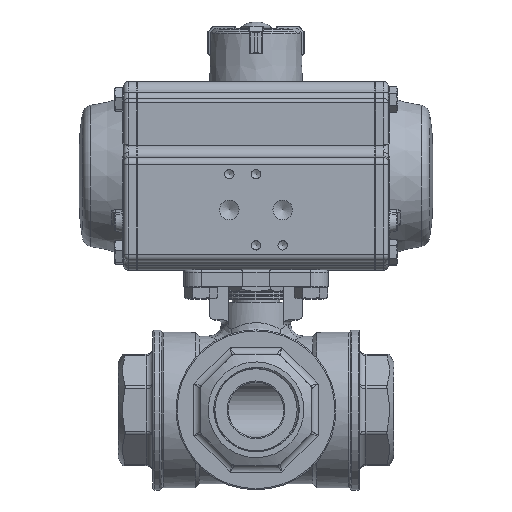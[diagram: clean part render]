
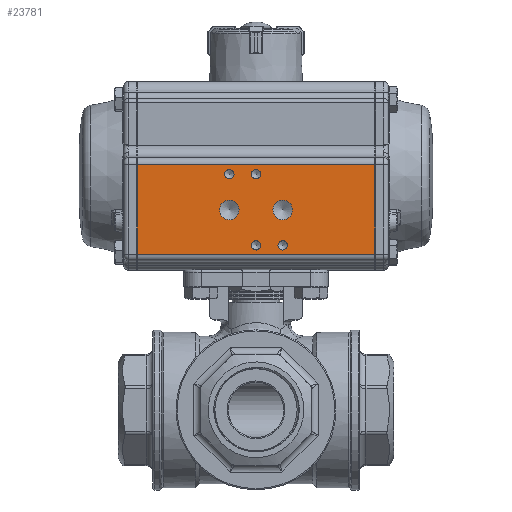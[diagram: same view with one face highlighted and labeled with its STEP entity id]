
A CAD part, top view. The second image highlights one B-rep face of the part: STEP entity #23781.
In plain terms, the highlighted face is planar.
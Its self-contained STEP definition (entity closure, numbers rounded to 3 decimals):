
#2211=CIRCLE('',#25460,4.4);
#2213=CIRCLE('',#25464,4.4);
#2215=CIRCLE('',#25468,2.1);
#2217=CIRCLE('',#25472,2.1);
#2219=CIRCLE('',#25476,2.1);
#2221=CIRCLE('',#25480,2.1);
#7276=ORIENTED_EDGE('',*,*,#11963,.T.);
#7277=ORIENTED_EDGE('',*,*,#12058,.F.);
#7278=ORIENTED_EDGE('',*,*,#11995,.F.);
#7279=ORIENTED_EDGE('',*,*,#12059,.T.);
#7280=ORIENTED_EDGE('',*,*,#11876,.F.);
#7281=ORIENTED_EDGE('',*,*,#11874,.F.);
#7282=ORIENTED_EDGE('',*,*,#11872,.F.);
#7283=ORIENTED_EDGE('',*,*,#11870,.F.);
#7284=ORIENTED_EDGE('',*,*,#11868,.F.);
#7285=ORIENTED_EDGE('',*,*,#11866,.F.);
#11866=EDGE_CURVE('',#14664,#14664,#2211,.T.);
#11868=EDGE_CURVE('',#14667,#14667,#2213,.T.);
#11870=EDGE_CURVE('',#14670,#14670,#2215,.T.);
#11872=EDGE_CURVE('',#14673,#14673,#2217,.T.);
#11874=EDGE_CURVE('',#14676,#14676,#2219,.T.);
#11876=EDGE_CURVE('',#14679,#14679,#2221,.T.);
#11963=EDGE_CURVE('',#14768,#14767,#16660,.T.);
#11995=EDGE_CURVE('',#14799,#14800,#16674,.T.);
#12058=EDGE_CURVE('',#14800,#14767,#16711,.T.);
#12059=EDGE_CURVE('',#14799,#14768,#16712,.T.);
#14664=VERTEX_POINT('',#66951);
#14667=VERTEX_POINT('',#66958);
#14670=VERTEX_POINT('',#66965);
#14673=VERTEX_POINT('',#66972);
#14676=VERTEX_POINT('',#66979);
#14679=VERTEX_POINT('',#66986);
#14767=VERTEX_POINT('',#67199);
#14768=VERTEX_POINT('',#67201);
#14799=VERTEX_POINT('',#67264);
#14800=VERTEX_POINT('',#67266);
#16660=LINE('',#67200,#18371);
#16674=LINE('',#67265,#18385);
#16711=LINE('',#67389,#18422);
#16712=LINE('',#67391,#18423);
#18371=VECTOR('',#29790,1000.);
#18385=VECTOR('',#29842,1000.);
#18422=VECTOR('',#29967,1000.);
#18423=VECTOR('',#29970,1000.);
#19973=EDGE_LOOP('',(#7276,#7277,#7278,#7279));
#19974=EDGE_LOOP('',(#7280));
#19975=EDGE_LOOP('',(#7281));
#19976=EDGE_LOOP('',(#7282));
#19977=EDGE_LOOP('',(#7283));
#19978=EDGE_LOOP('',(#7284));
#19979=EDGE_LOOP('',(#7285));
#21695=FACE_BOUND('',#19973,.T.);
#21696=FACE_BOUND('',#19974,.T.);
#21697=FACE_BOUND('',#19975,.T.);
#21698=FACE_BOUND('',#19976,.T.);
#21699=FACE_BOUND('',#19977,.T.);
#21700=FACE_BOUND('',#19978,.T.);
#21701=FACE_BOUND('',#19979,.T.);
#22709=PLANE('',#25638);
#23781=ADVANCED_FACE('',(#21695,#21696,#21697,#21698,#21699,#21700,#21701),
#22709,.F.);
#25460=AXIS2_PLACEMENT_3D('',#66950,#29529,#29530);
#25464=AXIS2_PLACEMENT_3D('',#66957,#29537,#29538);
#25468=AXIS2_PLACEMENT_3D('',#66964,#29545,#29546);
#25472=AXIS2_PLACEMENT_3D('',#66971,#29553,#29554);
#25476=AXIS2_PLACEMENT_3D('',#66978,#29561,#29562);
#25480=AXIS2_PLACEMENT_3D('',#66985,#29569,#29570);
#25638=AXIS2_PLACEMENT_3D('',#67390,#29968,#29969);
#29529=DIRECTION('',(-1.,0.,0.));
#29530=DIRECTION('',(0.,0.,1.));
#29537=DIRECTION('',(-1.,0.,0.));
#29538=DIRECTION('',(0.,0.,1.));
#29545=DIRECTION('',(-1.,0.,0.));
#29546=DIRECTION('',(0.,0.,1.));
#29553=DIRECTION('',(-1.,0.,0.));
#29554=DIRECTION('',(0.,0.,1.));
#29561=DIRECTION('',(-1.,0.,0.));
#29562=DIRECTION('',(0.,0.,1.));
#29569=DIRECTION('',(-1.,0.,0.));
#29570=DIRECTION('',(0.,0.,1.));
#29790=DIRECTION('',(0.,-1.,0.));
#29842=DIRECTION('',(0.,-1.,0.));
#29967=DIRECTION('',(0.,0.,-1.));
#29968=DIRECTION('',(1.,0.,0.));
#29969=DIRECTION('',(0.,1.,0.));
#29970=DIRECTION('',(0.,0.,-1.));
#66950=CARTESIAN_POINT('',(-46.55,-15.35,12.));
#66951=CARTESIAN_POINT('',(-46.55,-15.35,16.4));
#66957=CARTESIAN_POINT('',(-46.55,-15.35,-12.));
#66958=CARTESIAN_POINT('',(-46.55,-15.35,-7.6));
#66964=CARTESIAN_POINT('',(-46.55,-31.35,12.));
#66965=CARTESIAN_POINT('',(-46.55,-31.35,14.1));
#66971=CARTESIAN_POINT('',(-46.55,-31.35,0.));
#66972=CARTESIAN_POINT('',(-46.55,-31.35,2.1));
#66978=CARTESIAN_POINT('',(-46.55,0.65,0.));
#66979=CARTESIAN_POINT('',(-46.55,0.65,2.1));
#66985=CARTESIAN_POINT('',(-46.55,0.65,-12.));
#66986=CARTESIAN_POINT('',(-46.55,0.65,-9.9));
#67199=CARTESIAN_POINT('',(-46.55,-35.35,-53.5));
#67200=CARTESIAN_POINT('',(-46.55,5.107,-53.5));
#67201=CARTESIAN_POINT('',(-46.55,5.107,-53.5));
#67264=CARTESIAN_POINT('',(-46.55,5.107,53.5));
#67265=CARTESIAN_POINT('',(-46.55,5.107,53.5));
#67266=CARTESIAN_POINT('',(-46.55,-35.35,53.5));
#67389=CARTESIAN_POINT('',(-46.55,-35.35,53.5));
#67390=CARTESIAN_POINT('',(-46.55,5.107,53.5));
#67391=CARTESIAN_POINT('',(-46.55,5.107,53.5));
